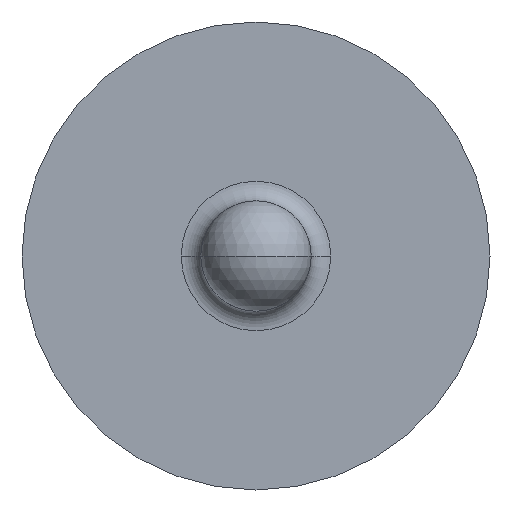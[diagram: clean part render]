
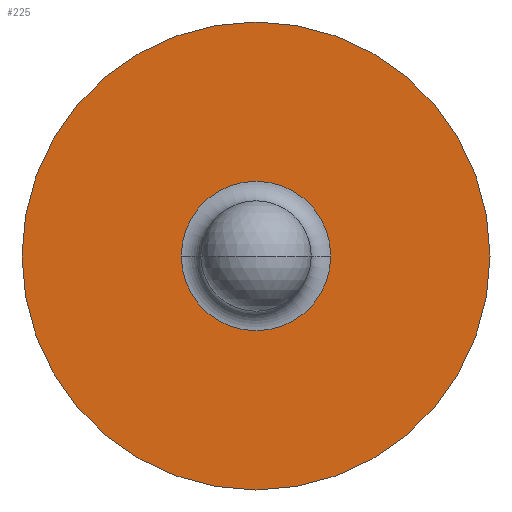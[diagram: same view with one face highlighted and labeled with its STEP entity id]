
A CAD part, left-side view. The second image highlights one B-rep face of the part: STEP entity #225.
In plain terms, the highlighted planar face has unit normal (-1, 0, 0).
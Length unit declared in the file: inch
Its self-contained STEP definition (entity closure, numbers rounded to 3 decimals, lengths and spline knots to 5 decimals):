
#4 = CIRCLE ( 'NONE', #170, 0.0115 ) ;
#5 = FACE_BOUND ( 'NONE', #51, .T. ) ;
#7 = CARTESIAN_POINT ( 'NONE',  ( 0.069, -0.036, 0. ) ) ;
#44 = EDGE_CURVE ( 'NONE', #499, #580, #363, .T. ) ;
#51 = EDGE_LOOP ( 'NONE', ( #608, #601 ) ) ;
#59 = CARTESIAN_POINT ( 'NONE',  ( 0.069, 0.036, 0. ) ) ;
#75 = DIRECTION ( 'NONE',  ( 0., -1., 0. ) ) ;
#104 = ORIENTED_EDGE ( 'NONE', *, *, #566, .T. ) ;
#120 = EDGE_LOOP ( 'NONE', ( #104, #145 ) ) ;
#137 = AXIS2_PLACEMENT_3D ( 'NONE', #631, #267, #75 ) ;
#145 = ORIENTED_EDGE ( 'NONE', *, *, #44, .T. ) ;
#170 = AXIS2_PLACEMENT_3D ( 'NONE', #417, #204, #256 ) ;
#186 = CIRCLE ( 'NONE', #659, 0.036 ) ;
#204 = DIRECTION ( 'NONE',  ( -1., 0., 0. ) ) ;
#220 = PLANE ( 'NONE',  #571 ) ;
#221 = VERTEX_POINT ( 'NONE', #586 ) ;
#225 = ADVANCED_FACE ( 'NONE', ( #5, #526 ), #220, .F. ) ;
#256 = DIRECTION ( 'NONE',  ( 0., -1., 0. ) ) ;
#267 = DIRECTION ( 'NONE',  ( -1., 0., 0. ) ) ;
#285 = VERTEX_POINT ( 'NONE', #397 ) ;
#300 = DIRECTION ( 'NONE',  ( 0., -1., 0. ) ) ;
#307 = DIRECTION ( 'NONE',  ( -1., 0., 0. ) ) ;
#359 = CIRCLE ( 'NONE', #137, 0.0115 ) ;
#363 = CIRCLE ( 'NONE', #390, 0.036 ) ;
#390 = AXIS2_PLACEMENT_3D ( 'NONE', #667, #471, #672 ) ;
#397 = CARTESIAN_POINT ( 'NONE',  ( 0.069, 0.0115, 0. ) ) ;
#417 = CARTESIAN_POINT ( 'NONE',  ( 0.069, 0., 0. ) ) ;
#471 = DIRECTION ( 'NONE',  ( -1., 0., 0. ) ) ;
#480 = CARTESIAN_POINT ( 'NONE',  ( 0.069, 0., 0. ) ) ;
#484 = DIRECTION ( 'NONE',  ( 1., 0., 0. ) ) ;
#499 = VERTEX_POINT ( 'NONE', #634 ) ;
#503 = EDGE_CURVE ( 'NONE', #285, #221, #4, .T. ) ;
#526 = FACE_OUTER_BOUND ( 'NONE', #120, .T. ) ;
#528 = DIRECTION ( 'NONE',  ( 0., 1., 0. ) ) ;
#566 = EDGE_CURVE ( 'NONE', #580, #499, #186, .T. ) ;
#571 = AXIS2_PLACEMENT_3D ( 'NONE', #59, #484, #528 ) ;
#580 = VERTEX_POINT ( 'NONE', #7 ) ;
#586 = CARTESIAN_POINT ( 'NONE',  ( 0.069, -0.0115, 0. ) ) ;
#590 = EDGE_CURVE ( 'NONE', #221, #285, #359, .T. ) ;
#601 = ORIENTED_EDGE ( 'NONE', *, *, #503, .F. ) ;
#608 = ORIENTED_EDGE ( 'NONE', *, *, #590, .F. ) ;
#631 = CARTESIAN_POINT ( 'NONE',  ( 0.069, 0., 0. ) ) ;
#634 = CARTESIAN_POINT ( 'NONE',  ( 0.069, 0.036, 0. ) ) ;
#659 = AXIS2_PLACEMENT_3D ( 'NONE', #480, #307, #300 ) ;
#667 = CARTESIAN_POINT ( 'NONE',  ( 0.069, 0., 0. ) ) ;
#672 = DIRECTION ( 'NONE',  ( 0., -1., 0. ) ) ;
